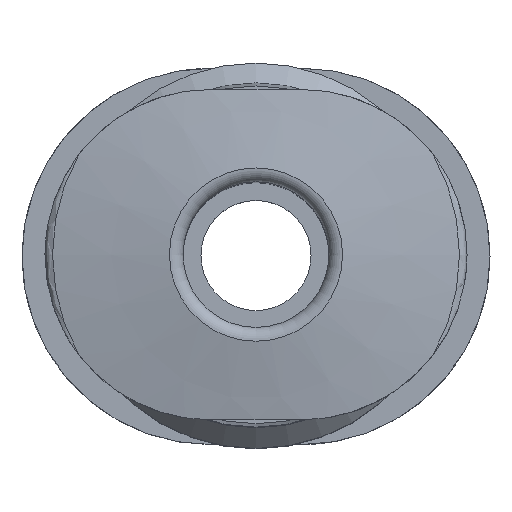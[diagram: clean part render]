
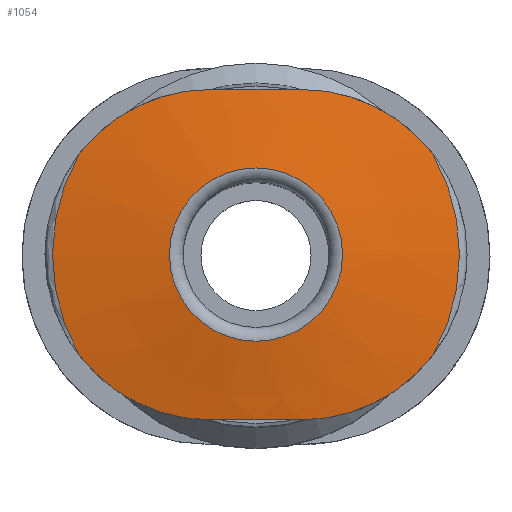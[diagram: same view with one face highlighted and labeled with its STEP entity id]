
A CAD part, top view. The second image highlights one B-rep face of the part: STEP entity #1054.
In plain terms, the highlighted conical face has half-angle 80 degrees and reference radius 1.887 mm.
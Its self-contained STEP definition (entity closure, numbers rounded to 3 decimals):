
#109=B_SPLINE_CURVE_WITH_KNOTS('',3,(#1519,#1520,#1521,#1522),
 .UNSPECIFIED.,.F.,.F.,(4,4),(0.002,0.004),
 .UNSPECIFIED.);
#110=B_SPLINE_CURVE_WITH_KNOTS('',3,(#1528,#1529,#1530,#1531),
 .UNSPECIFIED.,.F.,.F.,(4,4),(0.,0.003),
 .UNSPECIFIED.);
#113=B_SPLINE_CURVE_WITH_KNOTS('',3,(#1543,#1544,#1545,#1546),
 .UNSPECIFIED.,.F.,.F.,(4,4),(0.,0.003),
 .UNSPECIFIED.);
#114=B_SPLINE_CURVE_WITH_KNOTS('',3,(#1550,#1551,#1552,#1553),
 .UNSPECIFIED.,.F.,.F.,(4,4),(0.002,0.004),
 .UNSPECIFIED.);
#115=B_SPLINE_CURVE_WITH_KNOTS('',3,(#1557,#1558,#1559,#1560),
 .UNSPECIFIED.,.F.,.F.,(4,4),(0.,0.003),
 .UNSPECIFIED.);
#118=B_SPLINE_CURVE_WITH_KNOTS('',3,(#1572,#1573,#1574,#1575),
 .UNSPECIFIED.,.F.,.F.,(4,4),(0.,0.003),
 .UNSPECIFIED.);
#231=ORIENTED_EDGE('',*,*,#356,.F.);
#232=ORIENTED_EDGE('',*,*,#353,.F.);
#233=ORIENTED_EDGE('',*,*,#366,.F.);
#234=ORIENTED_EDGE('',*,*,#368,.F.);
#235=ORIENTED_EDGE('',*,*,#363,.F.);
#236=ORIENTED_EDGE('',*,*,#361,.F.);
#237=ORIENTED_EDGE('',*,*,#359,.F.);
#238=ORIENTED_EDGE('',*,*,#367,.F.);
#239=ORIENTED_EDGE('',*,*,#369,.T.);
#353=EDGE_CURVE('',#433,#434,#109,.T.);
#356=EDGE_CURVE('',#434,#435,#110,.T.);
#359=EDGE_CURVE('',#437,#438,#113,.T.);
#361=EDGE_CURVE('',#438,#439,#114,.T.);
#363=EDGE_CURVE('',#439,#440,#115,.T.);
#366=EDGE_CURVE('',#442,#433,#118,.T.);
#367=EDGE_CURVE('',#435,#437,#489,.T.);
#368=EDGE_CURVE('',#440,#442,#490,.T.);
#369=EDGE_CURVE('',#443,#443,#491,.T.);
#433=VERTEX_POINT('',#1523);
#434=VERTEX_POINT('',#1524);
#435=VERTEX_POINT('',#1532);
#437=VERTEX_POINT('',#1542);
#438=VERTEX_POINT('',#1547);
#439=VERTEX_POINT('',#1554);
#440=VERTEX_POINT('',#1561);
#442=VERTEX_POINT('',#1571);
#443=VERTEX_POINT('',#1582);
#489=CIRCLE('',#1138,4.435);
#490=CIRCLE('',#1140,4.435);
#491=CIRCLE('',#1142,1.888);
#553=EDGE_LOOP('',(#231,#232,#233,#234,#235,#236,#237,#238));
#554=EDGE_LOOP('',(#239));
#633=FACE_BOUND('',#553,.T.);
#634=FACE_BOUND('',#554,.T.);
#668=CONICAL_SURFACE('',#1141,1.888,1.396);
#1054=ADVANCED_FACE('',(#633,#634),#668,.T.);
#1138=AXIS2_PLACEMENT_3D('',#1577,#1308,#1309);
#1140=AXIS2_PLACEMENT_3D('',#1579,#1312,#1313);
#1141=AXIS2_PLACEMENT_3D('',#1580,#1314,#1315);
#1142=AXIS2_PLACEMENT_3D('',#1581,#1316,#1317);
#1308=DIRECTION('',(0.,0.,-1.));
#1309=DIRECTION('',(-1.,0.,0.));
#1312=DIRECTION('',(0.,0.,-1.));
#1313=DIRECTION('',(-1.,0.,0.));
#1314=DIRECTION('',(0.,0.,-1.));
#1315=DIRECTION('',(-1.,0.,0.));
#1316=DIRECTION('',(0.,0.,-1.));
#1317=DIRECTION('',(-1.,0.,0.));
#1519=CARTESIAN_POINT('',(-1.,3.6,11.724));
#1520=CARTESIAN_POINT('',(-0.334,3.6,11.755));
#1521=CARTESIAN_POINT('',(0.332,3.6,11.756));
#1522=CARTESIAN_POINT('',(1.,3.6,11.724));
#1523=CARTESIAN_POINT('',(-1.,3.6,11.724));
#1524=CARTESIAN_POINT('',(1.,3.6,11.724));
#1528=CARTESIAN_POINT('',(1.,3.6,11.724));
#1529=CARTESIAN_POINT('',(2.107,3.6,11.672));
#1530=CARTESIAN_POINT('',(3.178,3.073,11.628));
#1531=CARTESIAN_POINT('',(3.853,2.195,11.601));
#1532=CARTESIAN_POINT('',(3.853,2.195,11.601));
#1542=CARTESIAN_POINT('',(3.853,-2.195,11.601));
#1543=CARTESIAN_POINT('',(3.853,-2.195,11.601));
#1544=CARTESIAN_POINT('',(3.178,-3.073,11.628));
#1545=CARTESIAN_POINT('',(2.107,-3.6,11.672));
#1546=CARTESIAN_POINT('',(1.,-3.6,11.724));
#1547=CARTESIAN_POINT('',(1.,-3.6,11.724));
#1550=CARTESIAN_POINT('',(1.,-3.6,11.724));
#1551=CARTESIAN_POINT('',(0.334,-3.6,11.755));
#1552=CARTESIAN_POINT('',(-0.332,-3.6,11.756));
#1553=CARTESIAN_POINT('',(-1.,-3.6,11.724));
#1554=CARTESIAN_POINT('',(-1.,-3.6,11.724));
#1557=CARTESIAN_POINT('',(-1.,-3.6,11.724));
#1558=CARTESIAN_POINT('',(-2.107,-3.6,11.672));
#1559=CARTESIAN_POINT('',(-3.178,-3.073,11.628));
#1560=CARTESIAN_POINT('',(-3.853,-2.195,11.601));
#1561=CARTESIAN_POINT('',(-3.853,-2.195,11.601));
#1571=CARTESIAN_POINT('',(-3.853,2.195,11.601));
#1572=CARTESIAN_POINT('',(-3.853,2.195,11.601));
#1573=CARTESIAN_POINT('',(-3.178,3.073,11.628));
#1574=CARTESIAN_POINT('',(-2.107,3.6,11.672));
#1575=CARTESIAN_POINT('',(-1.,3.6,11.724));
#1577=CARTESIAN_POINT('',(0.,0.,11.601));
#1579=CARTESIAN_POINT('',(0.,0.,11.601));
#1580=CARTESIAN_POINT('',(0.,0.,12.05));
#1581=CARTESIAN_POINT('',(0.,0.,12.05));
#1582=CARTESIAN_POINT('',(-1.888,0.,12.05));
